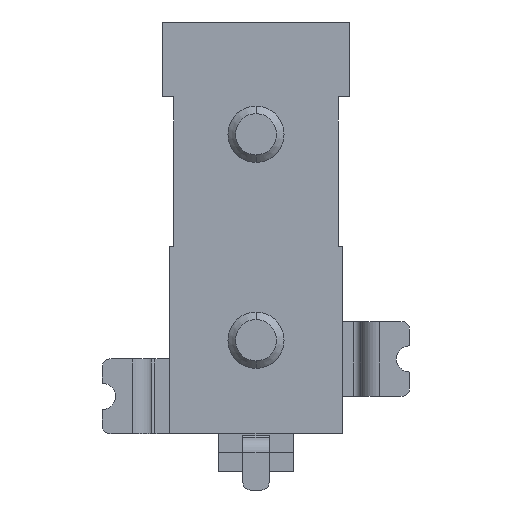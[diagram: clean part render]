
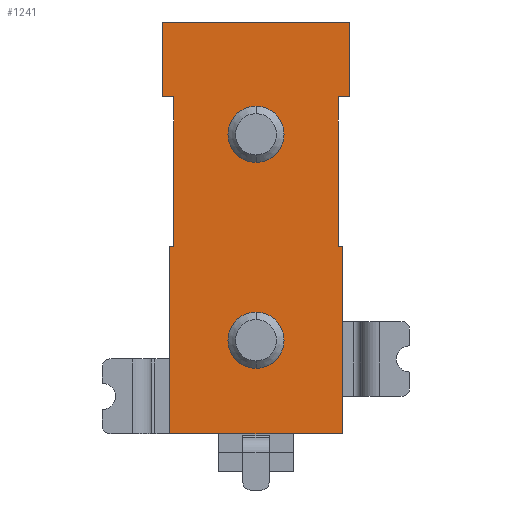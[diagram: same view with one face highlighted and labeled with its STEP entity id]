
A CAD part, front view. The second image highlights one B-rep face of the part: STEP entity #1241.
In plain terms, the highlighted planar face has unit normal (0, -1, 0).
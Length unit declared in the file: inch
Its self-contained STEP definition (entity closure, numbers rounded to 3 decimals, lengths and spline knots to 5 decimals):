
#4 = CIRCLE ( 'NONE', #627, 0.02953 ) ;
#5 = EDGE_CURVE ( 'NONE', #2712, #740, #2132, .T. ) ;
#21 = VERTEX_POINT ( 'NONE', #2549 ) ;
#29 = DIRECTION ( 'NONE',  ( 0., 0., -1. ) ) ;
#64 = AXIS2_PLACEMENT_3D ( 'NONE', #4712, #1826, #2618 ) ;
#132 = DIRECTION ( 'NONE',  ( 0., 0., -1. ) ) ;
#171 = CARTESIAN_POINT ( 'NONE',  ( 0.08661, 0., -0.07874 ) ) ;
#174 = FACE_BOUND ( 'NONE', #2305, .T. ) ;
#177 = CARTESIAN_POINT ( 'NONE',  ( 0., 0., -0.36417 ) ) ;
#365 = VECTOR ( 'NONE', #5201, 39.37008 ) ;
#442 = VERTEX_POINT ( 'NONE', #2816 ) ;
#475 = LINE ( 'NONE', #935, #365 ) ;
#481 = EDGE_LOOP ( 'NONE', ( #5273, #1920, #3998, #3690, #3053, #1886, #4661, #4169, #3300, #1351, #5284, #991 ) ) ;
#576 = DIRECTION ( 'NONE',  ( 0., -1., 0. ) ) ;
#592 = ORIENTED_EDGE ( 'NONE', *, *, #2300, .F. ) ;
#601 = CARTESIAN_POINT ( 'NONE',  ( 0.09843, 0., 0. ) ) ;
#627 = AXIS2_PLACEMENT_3D ( 'NONE', #3759, #862, #29 ) ;
#630 = VECTOR ( 'NONE', #5368, 39.37008 ) ;
#645 = VECTOR ( 'NONE', #2026, 39.37008 ) ;
#699 = EDGE_CURVE ( 'NONE', #5104, #2202, #1644, .T. ) ;
#740 = VERTEX_POINT ( 'NONE', #3689 ) ;
#785 = CARTESIAN_POINT ( 'NONE',  ( -0.09843, 0., -0.43307 ) ) ;
#822 = VECTOR ( 'NONE', #4459, 39.37008 ) ;
#862 = DIRECTION ( 'NONE',  ( 0., -1., 0. ) ) ;
#900 = CARTESIAN_POINT ( 'NONE',  ( -0.09055, 0., -0.23622 ) ) ;
#935 = CARTESIAN_POINT ( 'NONE',  ( -0.09055, 0., -0.07874 ) ) ;
#991 = ORIENTED_EDGE ( 'NONE', *, *, #3687, .T. ) ;
#1040 = CARTESIAN_POINT ( 'NONE',  ( 0., 0., -0.30512 ) ) ;
#1041 = CARTESIAN_POINT ( 'NONE',  ( 0., 0., -0.08858 ) ) ;
#1136 = CARTESIAN_POINT ( 'NONE',  ( 0., 0., -0.11811 ) ) ;
#1157 = CARTESIAN_POINT ( 'NONE',  ( -0.08661, 0., -0.07874 ) ) ;
#1204 = VERTEX_POINT ( 'NONE', #3754 ) ;
#1241 = ADVANCED_FACE ( 'NONE', ( #1353, #174, #3037 ), #4688, .T. ) ;
#1351 = ORIENTED_EDGE ( 'NONE', *, *, #3128, .T. ) ;
#1353 = FACE_OUTER_BOUND ( 'NONE', #481, .T. ) ;
#1382 = CARTESIAN_POINT ( 'NONE',  ( -0.08661, 0., -0.07874 ) ) ;
#1449 = CARTESIAN_POINT ( 'NONE',  ( -0.09843, 0., 0. ) ) ;
#1462 = EDGE_CURVE ( 'NONE', #2202, #5104, #3700, .T. ) ;
#1482 = AXIS2_PLACEMENT_3D ( 'NONE', #1498, #2726, #5227 ) ;
#1491 = LINE ( 'NONE', #2351, #2771 ) ;
#1498 = CARTESIAN_POINT ( 'NONE',  ( 0., 0., -0.11811 ) ) ;
#1638 = LINE ( 'NONE', #4951, #3966 ) ;
#1644 = CIRCLE ( 'NONE', #5146, 0.02953 ) ;
#1651 = CARTESIAN_POINT ( 'NONE',  ( 0.09843, 0., -0.07874 ) ) ;
#1691 = LINE ( 'NONE', #3318, #630 ) ;
#1708 = VERTEX_POINT ( 'NONE', #1449 ) ;
#1761 = DIRECTION ( 'NONE',  ( 0., 0., 1. ) ) ;
#1826 = DIRECTION ( 'NONE',  ( 0., -1., 0. ) ) ;
#1886 = ORIENTED_EDGE ( 'NONE', *, *, #3412, .F. ) ;
#1920 = ORIENTED_EDGE ( 'NONE', *, *, #4625, .F. ) ;
#1967 = DIRECTION ( 'NONE',  ( 0., 0., -1. ) ) ;
#1979 = ORIENTED_EDGE ( 'NONE', *, *, #699, .F. ) ;
#1994 = DIRECTION ( 'NONE',  ( 0., -1., 0. ) ) ;
#2026 = DIRECTION ( 'NONE',  ( -1., 0., 0. ) ) ;
#2122 = DIRECTION ( 'NONE',  ( 1., 0., 0. ) ) ;
#2132 = LINE ( 'NONE', #4601, #4339 ) ;
#2139 = VERTEX_POINT ( 'NONE', #900 ) ;
#2145 = EDGE_CURVE ( 'NONE', #2502, #5176, #1638, .T. ) ;
#2202 = VERTEX_POINT ( 'NONE', #4287 ) ;
#2277 = LINE ( 'NONE', #1382, #4845 ) ;
#2300 = EDGE_CURVE ( 'NONE', #5374, #4134, #4391, .T. ) ;
#2305 = EDGE_LOOP ( 'NONE', ( #3595, #592 ) ) ;
#2350 = EDGE_CURVE ( 'NONE', #2139, #2661, #3113, .T. ) ;
#2351 = CARTESIAN_POINT ( 'NONE',  ( 0.09843, 0., -0.07874 ) ) ;
#2406 = DIRECTION ( 'NONE',  ( -1., 0., 0. ) ) ;
#2434 = EDGE_CURVE ( 'NONE', #1204, #1708, #3946, .T. ) ;
#2502 = VERTEX_POINT ( 'NONE', #1651 ) ;
#2549 = CARTESIAN_POINT ( 'NONE',  ( -0.08661, 0., -0.23622 ) ) ;
#2599 = DIRECTION ( 'NONE',  ( 0., 0., 1. ) ) ;
#2612 = EDGE_CURVE ( 'NONE', #1708, #5176, #3849, .T. ) ;
#2617 = DIRECTION ( 'NONE',  ( 0., 0., -1. ) ) ;
#2618 = DIRECTION ( 'NONE',  ( 0., 0., -1. ) ) ;
#2661 = VERTEX_POINT ( 'NONE', #3930 ) ;
#2711 = AXIS2_PLACEMENT_3D ( 'NONE', #4001, #576, #132 ) ;
#2712 = VERTEX_POINT ( 'NONE', #171 ) ;
#2726 = DIRECTION ( 'NONE',  ( 0., -1., 0. ) ) ;
#2769 = CARTESIAN_POINT ( 'NONE',  ( -0.09843, 0., -0.23622 ) ) ;
#2771 = VECTOR ( 'NONE', #2406, 39.37008 ) ;
#2816 = CARTESIAN_POINT ( 'NONE',  ( 0.09055, 0., -0.23622 ) ) ;
#2889 = ORIENTED_EDGE ( 'NONE', *, *, #1462, .F. ) ;
#3021 = CARTESIAN_POINT ( 'NONE',  ( -0.09843, 0., -0.43307 ) ) ;
#3037 = FACE_BOUND ( 'NONE', #5310, .T. ) ;
#3053 = ORIENTED_EDGE ( 'NONE', *, *, #2434, .F. ) ;
#3056 = DIRECTION ( 'NONE',  ( 0., 0., -1. ) ) ;
#3090 = VECTOR ( 'NONE', #3482, 39.37008 ) ;
#3093 = VECTOR ( 'NONE', #2122, 39.37008 ) ;
#3099 = EDGE_CURVE ( 'NONE', #4134, #5374, #4, .T. ) ;
#3113 = LINE ( 'NONE', #3923, #3431 ) ;
#3128 = EDGE_CURVE ( 'NONE', #2661, #3637, #4489, .T. ) ;
#3300 = ORIENTED_EDGE ( 'NONE', *, *, #2350, .T. ) ;
#3318 = CARTESIAN_POINT ( 'NONE',  ( 0.09055, 0., -0.07874 ) ) ;
#3360 = EDGE_CURVE ( 'NONE', #442, #3637, #1691, .T. ) ;
#3412 = EDGE_CURVE ( 'NONE', #5243, #1204, #475, .T. ) ;
#3418 = EDGE_CURVE ( 'NONE', #5243, #21, #2277, .T. ) ;
#3431 = VECTOR ( 'NONE', #3056, 39.37008 ) ;
#3443 = DIRECTION ( 'NONE',  ( 0., 0., -1. ) ) ;
#3482 = DIRECTION ( 'NONE',  ( 1., 0., 0. ) ) ;
#3531 = VECTOR ( 'NONE', #2599, 39.37008 ) ;
#3595 = ORIENTED_EDGE ( 'NONE', *, *, #3099, .F. ) ;
#3637 = VERTEX_POINT ( 'NONE', #4092 ) ;
#3687 = EDGE_CURVE ( 'NONE', #442, #740, #5022, .T. ) ;
#3689 = CARTESIAN_POINT ( 'NONE',  ( 0.08661, 0., -0.23622 ) ) ;
#3690 = ORIENTED_EDGE ( 'NONE', *, *, #2612, .F. ) ;
#3700 = CIRCLE ( 'NONE', #1482, 0.02953 ) ;
#3754 = CARTESIAN_POINT ( 'NONE',  ( -0.09843, 0., -0.07874 ) ) ;
#3759 = CARTESIAN_POINT ( 'NONE',  ( 0., 0., -0.33465 ) ) ;
#3849 = LINE ( 'NONE', #4297, #3090 ) ;
#3923 = CARTESIAN_POINT ( 'NONE',  ( -0.09055, 0., -0.07874 ) ) ;
#3930 = CARTESIAN_POINT ( 'NONE',  ( -0.09055, 0., -0.43307 ) ) ;
#3946 = LINE ( 'NONE', #3021, #3531 ) ;
#3966 = VECTOR ( 'NONE', #1761, 39.37008 ) ;
#3998 = ORIENTED_EDGE ( 'NONE', *, *, #2145, .T. ) ;
#4001 = CARTESIAN_POINT ( 'NONE',  ( 0., 0., -0.33465 ) ) ;
#4004 = LINE ( 'NONE', #2769, #822 ) ;
#4015 = EDGE_CURVE ( 'NONE', #21, #2139, #4004, .T. ) ;
#4092 = CARTESIAN_POINT ( 'NONE',  ( 0.09055, 0., -0.43307 ) ) ;
#4134 = VERTEX_POINT ( 'NONE', #1040 ) ;
#4169 = ORIENTED_EDGE ( 'NONE', *, *, #4015, .T. ) ;
#4287 = CARTESIAN_POINT ( 'NONE',  ( 0., 0., -0.14764 ) ) ;
#4297 = CARTESIAN_POINT ( 'NONE',  ( -0.09843, 0., 0. ) ) ;
#4339 = VECTOR ( 'NONE', #3443, 39.37008 ) ;
#4391 = CIRCLE ( 'NONE', #2711, 0.02953 ) ;
#4459 = DIRECTION ( 'NONE',  ( -1., 0., 0. ) ) ;
#4489 = LINE ( 'NONE', #785, #3093 ) ;
#4601 = CARTESIAN_POINT ( 'NONE',  ( 0.08661, 0., -0.07874 ) ) ;
#4625 = EDGE_CURVE ( 'NONE', #2502, #2712, #1491, .T. ) ;
#4661 = ORIENTED_EDGE ( 'NONE', *, *, #3418, .T. ) ;
#4688 = PLANE ( 'NONE',  #64 ) ;
#4712 = CARTESIAN_POINT ( 'NONE',  ( -0.09843, 0., -0.43307 ) ) ;
#4845 = VECTOR ( 'NONE', #2617, 39.37008 ) ;
#4927 = CARTESIAN_POINT ( 'NONE',  ( 0.09843, 0., -0.23622 ) ) ;
#4951 = CARTESIAN_POINT ( 'NONE',  ( 0.09843, 0., -0.43307 ) ) ;
#5022 = LINE ( 'NONE', #4927, #645 ) ;
#5104 = VERTEX_POINT ( 'NONE', #1041 ) ;
#5146 = AXIS2_PLACEMENT_3D ( 'NONE', #1136, #1994, #1967 ) ;
#5176 = VERTEX_POINT ( 'NONE', #601 ) ;
#5201 = DIRECTION ( 'NONE',  ( -1., 0., 0. ) ) ;
#5227 = DIRECTION ( 'NONE',  ( 0., 0., -1. ) ) ;
#5243 = VERTEX_POINT ( 'NONE', #1157 ) ;
#5273 = ORIENTED_EDGE ( 'NONE', *, *, #5, .F. ) ;
#5284 = ORIENTED_EDGE ( 'NONE', *, *, #3360, .F. ) ;
#5310 = EDGE_LOOP ( 'NONE', ( #1979, #2889 ) ) ;
#5368 = DIRECTION ( 'NONE',  ( 0., 0., -1. ) ) ;
#5374 = VERTEX_POINT ( 'NONE', #177 ) ;
